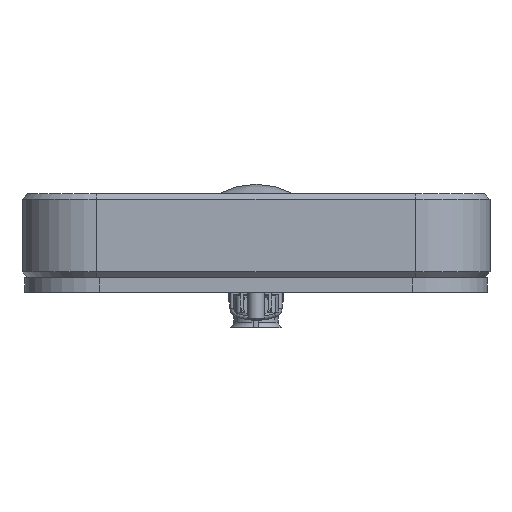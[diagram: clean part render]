
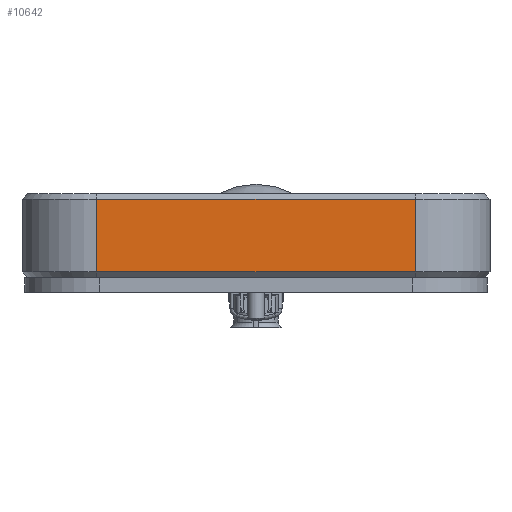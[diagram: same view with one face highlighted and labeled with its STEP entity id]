
A CAD part, left-side view. The second image highlights one B-rep face of the part: STEP entity #10642.
In plain terms, the highlighted planar face has unit normal (-1, 0, 0).
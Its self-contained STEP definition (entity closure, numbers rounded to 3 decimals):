
#691=PLANE('',#11167);
#1186=FACE_OUTER_BOUND('',#1658,.T.);
#1658=EDGE_LOOP('',(#7376,#7377,#7378,#7379));
#2240=LINE('',#14726,#3224);
#2241=LINE('',#14728,#3225);
#2242=LINE('',#14730,#3226);
#2243=LINE('',#14731,#3227);
#3224=VECTOR('',#11855,1000.);
#3225=VECTOR('',#11856,1000.);
#3226=VECTOR('',#11857,1000.);
#3227=VECTOR('',#11858,1000.);
#4458=VERTEX_POINT('',#14724);
#4459=VERTEX_POINT('',#14725);
#4460=VERTEX_POINT('',#14727);
#4461=VERTEX_POINT('',#14729);
#5724=EDGE_CURVE('',#4458,#4459,#2240,.T.);
#5725=EDGE_CURVE('',#4459,#4460,#2241,.T.);
#5726=EDGE_CURVE('',#4460,#4461,#2242,.T.);
#5727=EDGE_CURVE('',#4461,#4458,#2243,.T.);
#7376=ORIENTED_EDGE('',*,*,#5724,.T.);
#7377=ORIENTED_EDGE('',*,*,#5725,.T.);
#7378=ORIENTED_EDGE('',*,*,#5726,.T.);
#7379=ORIENTED_EDGE('',*,*,#5727,.T.);
#10642=ADVANCED_FACE('',(#1186),#691,.T.);
#11167=AXIS2_PLACEMENT_3D('',#14723,#11853,#11854);
#11853=DIRECTION('center_axis',(-1.,0.,0.));
#11854=DIRECTION('ref_axis',(0.,-1.,0.));
#11855=DIRECTION('',(0.,0.,-1.));
#11856=DIRECTION('',(0.,-1.,0.));
#11857=DIRECTION('',(0.,0.,1.));
#11858=DIRECTION('',(0.,1.,0.));
#14723=CARTESIAN_POINT('Origin',(-14.191,-16.37,-24.3));
#14724=CARTESIAN_POINT('',(-14.191,4.73,-20.1));
#14725=CARTESIAN_POINT('',(-14.191,4.73,-24.));
#14726=CARTESIAN_POINT('',(-14.191,4.73,-24.3));
#14727=CARTESIAN_POINT('',(-14.191,-12.37,-24.));
#14728=CARTESIAN_POINT('',(-14.191,-12.37,-24.));
#14729=CARTESIAN_POINT('',(-14.191,-12.37,-20.1));
#14730=CARTESIAN_POINT('',(-14.191,-12.37,-24.3));
#14731=CARTESIAN_POINT('',(-14.191,-16.37,-20.1));
